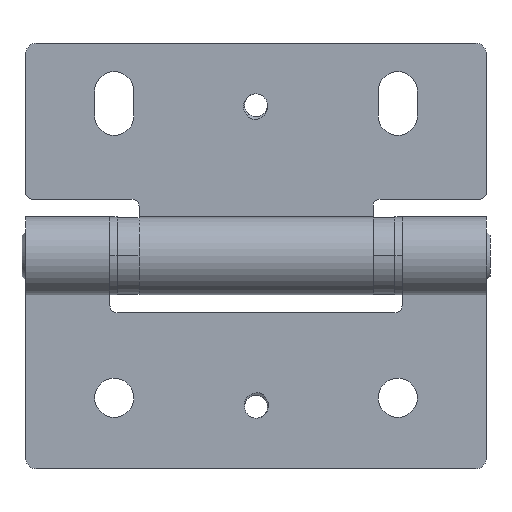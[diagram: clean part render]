
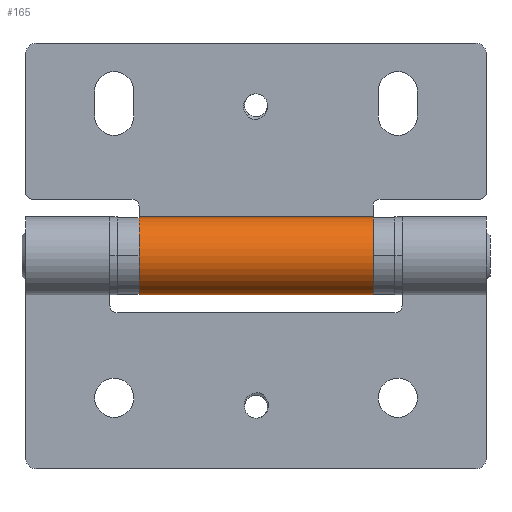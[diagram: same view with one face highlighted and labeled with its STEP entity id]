
A CAD part, top view. The second image highlights one B-rep face of the part: STEP entity #165.
In plain terms, the highlighted cylindrical face has radius 5.5 mm (diameter 11 mm), a partial arc.
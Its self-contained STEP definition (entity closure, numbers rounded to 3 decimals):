
#165=ADVANCED_FACE('',(#356),#355,.T.);
#355=CYLINDRICAL_SURFACE('',#1603,5.5);
#356=FACE_OUTER_BOUND('',#1604,.T.);
#1600=CARTESIAN_POINT('',(967.5,0.,0.));
#1601=DIRECTION('',(1.,0.,0.));
#1602=DIRECTION('',(0.,0.,-1.));
#1603=AXIS2_PLACEMENT_3D('',#1600,#1601,#1602);
#1604=EDGE_LOOP('',(#2679,#2680,#2681,#2682,#2683,#2684,#2685,#2686,#2687,#2688,#2689,#2690,#2691,#2692));
#2679=ORIENTED_EDGE('',*,*,#3376,.F.);
#2680=ORIENTED_EDGE('',*,*,#3377,.T.);
#2681=ORIENTED_EDGE('',*,*,#3378,.F.);
#2682=ORIENTED_EDGE('',*,*,#3379,.T.);
#2683=ORIENTED_EDGE('',*,*,#3380,.T.);
#2684=ORIENTED_EDGE('',*,*,#3381,.T.);
#2685=ORIENTED_EDGE('',*,*,#3382,.T.);
#2686=ORIENTED_EDGE('',*,*,#3383,.T.);
#2687=ORIENTED_EDGE('',*,*,#3363,.T.);
#2688=ORIENTED_EDGE('',*,*,#3384,.T.);
#2689=ORIENTED_EDGE('',*,*,#3385,.F.);
#2690=ORIENTED_EDGE('',*,*,#3386,.T.);
#2691=ORIENTED_EDGE('',*,*,#3371,.T.);
#2692=ORIENTED_EDGE('',*,*,#3387,.T.);
#3363=EDGE_CURVE('',#3885,#3878,#3886,.T.);
#3371=EDGE_CURVE('',#3905,#3931,#3938,.T.);
#3376=EDGE_CURVE('',#3972,#3973,#3974,.T.);
#3377=EDGE_CURVE('',#3972,#3980,#3981,.T.);
#3378=EDGE_CURVE('',#3987,#3980,#3988,.T.);
#3379=EDGE_CURVE('',#3987,#3994,#3995,.T.);
#3380=EDGE_CURVE('',#3994,#4001,#4002,.T.);
#3381=EDGE_CURVE('',#4001,#4008,#4009,.T.);
#3382=EDGE_CURVE('',#4008,#4015,#4016,.T.);
#3383=EDGE_CURVE('',#4015,#3885,#4022,.T.);
#3384=EDGE_CURVE('',#3878,#4028,#4029,.T.);
#3385=EDGE_CURVE('',#4035,#4028,#4036,.T.);
#3386=EDGE_CURVE('',#4035,#3905,#4042,.T.);
#3387=EDGE_CURVE('',#3931,#3973,#4048,.T.);
#3878=VERTEX_POINT('',#6148);
#3885=VERTEX_POINT('',#6152);
#3886=CIRCLE('',#6156,5.5);
#3905=VERTEX_POINT('',#6164);
#3931=VERTEX_POINT('',#6179);
#3938=CIRCLE('',#6186,5.5);
#3972=VERTEX_POINT('',#6203);
#3973=VERTEX_POINT('',#6204);
#3974=LINE('',#6205,#6206);
#3980=VERTEX_POINT('',#6208);
#3981=(BOUNDED_CURVE() B_SPLINE_CURVE(3,(#6209,#6210,#6211,#6212,#6213,#6214),.UNSPECIFIED.,.F.,.F.) B_SPLINE_CURVE_WITH_KNOTS((4,2,4),(0.,0.,0.001),.UNSPECIFIED.) CURVE() GEOMETRIC_REPRESENTATION_ITEM() RATIONAL_B_SPLINE_CURVE((1.,1.,1.,1.,1.,1.)) REPRESENTATION_ITEM('') );
#3987=VERTEX_POINT('',#6215);
#3988=CIRCLE('',#6219,5.5);
#3994=VERTEX_POINT('',#6220);
#3995=(BOUNDED_CURVE() B_SPLINE_CURVE(3,(#6221,#6222,#6223,#6224,#6225,#6226),.UNSPECIFIED.,.F.,.F.) B_SPLINE_CURVE_WITH_KNOTS((4,2,4),(0.,0.,0.001),.UNSPECIFIED.) CURVE() GEOMETRIC_REPRESENTATION_ITEM() RATIONAL_B_SPLINE_CURVE((1.,1.,1.,1.,1.,1.)) REPRESENTATION_ITEM('') );
#4001=VERTEX_POINT('',#6227);
#4002=LINE('',#6228,#6229);
#4008=VERTEX_POINT('',#6231);
#4009=(BOUNDED_CURVE() B_SPLINE_CURVE(2,(#6232,#6233,#6234),.UNSPECIFIED.,.F.,.F.) B_SPLINE_CURVE_WITH_KNOTS((3,3),(1.571,1.754),.UNSPECIFIED.) CURVE() GEOMETRIC_REPRESENTATION_ITEM() RATIONAL_B_SPLINE_CURVE((1.,0.996,1.)) REPRESENTATION_ITEM('') );
#4015=VERTEX_POINT('',#6235);
#4016=CIRCLE('',#6239,5.5);
#4022=LINE('',#6240,#6241);
#4028=VERTEX_POINT('',#6243);
#4029=(BOUNDED_CURVE() B_SPLINE_CURVE(2,(#6244,#6245,#6246),.UNSPECIFIED.,.F.,.F.) B_SPLINE_CURVE_WITH_KNOTS((3,3),(1.388,1.571),.UNSPECIFIED.) CURVE() GEOMETRIC_REPRESENTATION_ITEM() RATIONAL_B_SPLINE_CURVE((1.,0.996,1.)) REPRESENTATION_ITEM('') );
#4035=VERTEX_POINT('',#6247);
#4036=LINE('',#6248,#6249);
#4042=(BOUNDED_CURVE() B_SPLINE_CURVE(3,(#6251,#6252,#6253,#6254,#6255,#6256),.UNSPECIFIED.,.F.,.F.) B_SPLINE_CURVE_WITH_KNOTS((4,2,4),(0.,0.,0.001),.UNSPECIFIED.) CURVE() GEOMETRIC_REPRESENTATION_ITEM() RATIONAL_B_SPLINE_CURVE((1.,1.,1.,1.,1.,1.)) REPRESENTATION_ITEM('') );
#4048=(BOUNDED_CURVE() B_SPLINE_CURVE(3,(#6257,#6258,#6259,#6260,#6261,#6262),.UNSPECIFIED.,.F.,.F.) B_SPLINE_CURVE_WITH_KNOTS((4,2,4),(0.,0.,0.001),.UNSPECIFIED.) CURVE() GEOMETRIC_REPRESENTATION_ITEM() RATIONAL_B_SPLINE_CURVE((1.,1.,1.,1.,1.,1.)) REPRESENTATION_ITEM('') );
#6148=CARTESIAN_POINT('',(-16.5,-5.5,0.));
#6152=CARTESIAN_POINT('',(-16.5,0.,-5.5));
#6153=CARTESIAN_POINT('',(-16.5,0.,0.));
#6154=DIRECTION('',(1.,0.,0.));
#6155=DIRECTION('',(0.,0.,-1.));
#6156=AXIS2_PLACEMENT_3D('',#6153,#6154,#6155);
#6164=CARTESIAN_POINT('',(-4.,-5.295,-1.488));
#6179=CARTESIAN_POINT('',(-4.,-4.863,-2.569));
#6183=CARTESIAN_POINT('',(-4.,0.,0.));
#6184=DIRECTION('',(1.,0.,0.));
#6185=DIRECTION('',(0.,0.,-1.));
#6186=AXIS2_PLACEMENT_3D('',#6183,#6184,#6185);
#6203=CARTESIAN_POINT('',(3.5,-4.61,-3.));
#6204=CARTESIAN_POINT('',(-3.5,-4.61,-3.));
#6205=CARTESIAN_POINT('',(3.5,-4.61,-3.));
#6206=VECTOR('',#6207,7.);
#6207=DIRECTION('',(-1.,0.,0.));
#6208=CARTESIAN_POINT('',(4.,-4.863,-2.569));
#6209=CARTESIAN_POINT('',(3.5,-4.61,-3.));
#6210=CARTESIAN_POINT('',(3.632,-4.61,-3.));
#6211=CARTESIAN_POINT('',(3.761,-4.64,-2.955));
#6212=CARTESIAN_POINT('',(3.946,-4.736,-2.797));
#6213=CARTESIAN_POINT('',(4.,-4.802,-2.685));
#6214=CARTESIAN_POINT('',(4.,-4.863,-2.569));
#6215=CARTESIAN_POINT('',(4.,-5.295,-1.488));
#6216=CARTESIAN_POINT('',(4.,0.,0.));
#6217=DIRECTION('',(1.,0.,0.));
#6218=DIRECTION('',(0.,0.,-1.));
#6219=AXIS2_PLACEMENT_3D('',#6216,#6217,#6218);
#6220=CARTESIAN_POINT('',(4.5,-5.408,-1.));
#6221=CARTESIAN_POINT('',(4.,-5.295,-1.488));
#6222=CARTESIAN_POINT('',(4.,-5.331,-1.36));
#6223=CARTESIAN_POINT('',(4.054,-5.36,-1.234));
#6224=CARTESIAN_POINT('',(4.238,-5.399,-1.054));
#6225=CARTESIAN_POINT('',(4.368,-5.408,-1.));
#6226=CARTESIAN_POINT('',(4.5,-5.408,-1.));
#6227=CARTESIAN_POINT('',(15.5,-5.408,-1.));
#6228=CARTESIAN_POINT('',(4.5,-5.408,-1.));
#6229=VECTOR('',#6230,11.);
#6230=DIRECTION('',(1.,0.,0.));
#6231=CARTESIAN_POINT('',(16.5,-5.5,0.));
#6232=CARTESIAN_POINT('',(15.5,-5.408,-1.));
#6233=CARTESIAN_POINT('',(16.004,-5.5,-0.504));
#6234=CARTESIAN_POINT('',(16.5,-5.5,0.));
#6235=CARTESIAN_POINT('',(16.5,0.,-5.5));
#6236=CARTESIAN_POINT('',(16.5,0.,0.));
#6237=DIRECTION('',(-1.,0.,0.));
#6238=DIRECTION('',(0.,0.,-1.));
#6239=AXIS2_PLACEMENT_3D('',#6236,#6237,#6238);
#6240=CARTESIAN_POINT('',(16.5,0.,-5.5));
#6241=VECTOR('',#6242,33.);
#6242=DIRECTION('',(-1.,0.,0.));
#6243=CARTESIAN_POINT('',(-15.5,-5.408,-1.));
#6244=CARTESIAN_POINT('',(-16.5,-5.5,0.));
#6245=CARTESIAN_POINT('',(-16.004,-5.5,-0.504));
#6246=CARTESIAN_POINT('',(-15.5,-5.408,-1.));
#6247=CARTESIAN_POINT('',(-4.5,-5.408,-1.));
#6248=CARTESIAN_POINT('',(-4.5,-5.408,-1.));
#6249=VECTOR('',#6250,11.);
#6250=DIRECTION('',(-1.,0.,0.));
#6251=CARTESIAN_POINT('',(-4.5,-5.408,-1.));
#6252=CARTESIAN_POINT('',(-4.368,-5.408,-1.));
#6253=CARTESIAN_POINT('',(-4.239,-5.399,-1.053));
#6254=CARTESIAN_POINT('',(-4.054,-5.361,-1.234));
#6255=CARTESIAN_POINT('',(-4.,-5.331,-1.36));
#6256=CARTESIAN_POINT('',(-4.,-5.295,-1.488));
#6257=CARTESIAN_POINT('',(-4.,-4.863,-2.569));
#6258=CARTESIAN_POINT('',(-4.,-4.802,-2.685));
#6259=CARTESIAN_POINT('',(-3.946,-4.737,-2.797));
#6260=CARTESIAN_POINT('',(-3.762,-4.64,-2.955));
#6261=CARTESIAN_POINT('',(-3.632,-4.61,-3.));
#6262=CARTESIAN_POINT('',(-3.5,-4.61,-3.));
